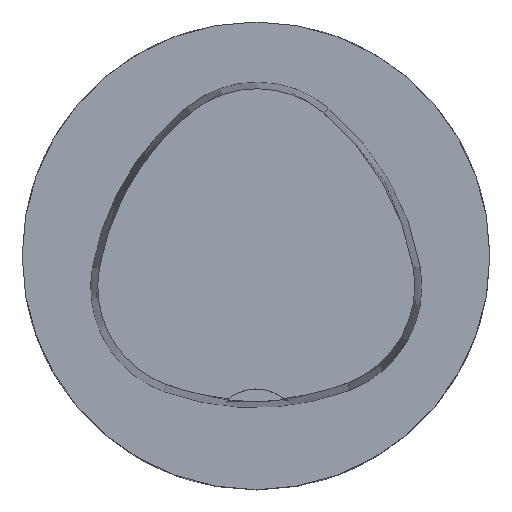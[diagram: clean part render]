
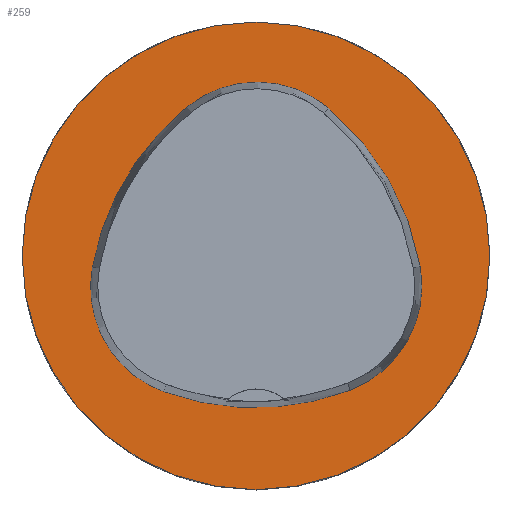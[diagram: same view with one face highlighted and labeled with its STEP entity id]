
A CAD part, top view. The second image highlights one B-rep face of the part: STEP entity #259.
In plain terms, the highlighted planar face has unit normal (0, 0, 1).
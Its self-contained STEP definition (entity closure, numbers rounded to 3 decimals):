
#259=ADVANCED_FACE('',(#529,#530),#321,.T.);
#321=PLANE('',#1531);
#529=FACE_BOUND('',#578,.T.);
#530=FACE_BOUND('',#579,.T.);
#578=EDGE_LOOP('',(#815,#816,#817,#818,#819,#820));
#579=EDGE_LOOP('',(#821));
#815=ORIENTED_EDGE('',*,*,#1252,.T.);
#816=ORIENTED_EDGE('',*,*,#1232,.T.);
#817=ORIENTED_EDGE('',*,*,#1236,.T.);
#818=ORIENTED_EDGE('',*,*,#1239,.T.);
#819=ORIENTED_EDGE('',*,*,#1242,.T.);
#820=ORIENTED_EDGE('',*,*,#1250,.T.);
#821=ORIENTED_EDGE('',*,*,#1223,.F.);
#1081=VERTEX_POINT('',#2339);
#1090=VERTEX_POINT('',#2358);
#1091=VERTEX_POINT('',#2359);
#1094=VERTEX_POINT('',#2367);
#1096=VERTEX_POINT('',#2373);
#1098=VERTEX_POINT('',#2379);
#1105=VERTEX_POINT('',#2400);
#1223=EDGE_CURVE('',#1081,#1081,#1331,.T.);
#1232=EDGE_CURVE('',#1090,#1091,#1332,.T.);
#1236=EDGE_CURVE('',#1091,#1094,#1334,.T.);
#1239=EDGE_CURVE('',#1094,#1096,#1336,.T.);
#1242=EDGE_CURVE('',#1096,#1098,#1338,.T.);
#1250=EDGE_CURVE('',#1098,#1105,#1342,.T.);
#1252=EDGE_CURVE('',#1105,#1090,#1344,.T.);
#1331=CIRCLE('',#1503,31.5);
#1332=CIRCLE('',#1509,36.);
#1334=CIRCLE('',#1512,15.);
#1336=CIRCLE('',#1515,36.);
#1338=CIRCLE('',#1518,15.);
#1342=CIRCLE('',#1523,36.);
#1344=CIRCLE('',#1526,15.);
#1503=AXIS2_PLACEMENT_3D('',#2338,#1782,#1783);
#1509=AXIS2_PLACEMENT_3D('',#2357,#1798,#1799);
#1512=AXIS2_PLACEMENT_3D('',#2366,#1806,#1807);
#1515=AXIS2_PLACEMENT_3D('',#2372,#1813,#1814);
#1518=AXIS2_PLACEMENT_3D('',#2378,#1820,#1821);
#1523=AXIS2_PLACEMENT_3D('',#2401,#1832,#1833);
#1526=AXIS2_PLACEMENT_3D('',#2404,#1838,#1839);
#1531=AXIS2_PLACEMENT_3D('',#2409,#1848,#1849);
#1782=DIRECTION('',(0.,0.,-1.));
#1783=DIRECTION('',(-1.,0.,0.));
#1798=DIRECTION('',(0.,0.,-1.));
#1799=DIRECTION('',(-1.,0.,0.));
#1806=DIRECTION('',(0.,0.,-1.));
#1807=DIRECTION('',(-1.,0.,0.));
#1813=DIRECTION('',(0.,0.,-1.));
#1814=DIRECTION('',(-1.,0.,0.));
#1820=DIRECTION('',(0.,0.,-1.));
#1821=DIRECTION('',(-1.,0.,0.));
#1832=DIRECTION('',(0.,0.,-1.));
#1833=DIRECTION('',(-1.,0.,0.));
#1838=DIRECTION('',(0.,0.,-1.));
#1839=DIRECTION('',(-1.,0.,0.));
#1848=DIRECTION('',(0.,0.,1.));
#1849=DIRECTION('',(1.,0.,0.));
#2338=CARTESIAN_POINT('',(0.,0.,
0.));
#2339=CARTESIAN_POINT('',(-31.5,0.,0.));
#2357=CARTESIAN_POINT('',(13.398,-7.893,0.));
#2358=CARTESIAN_POINT('',(-22.041,-1.562,0.));
#2359=CARTESIAN_POINT('',(-9.317,20.036,0.));
#2366=CARTESIAN_POINT('',(0.148,8.399,0.));
#2367=CARTESIAN_POINT('',(9.779,19.898,0.));
#2372=CARTESIAN_POINT('',(-13.337,-7.7,0.));
#2373=CARTESIAN_POINT('',(22.122,-1.48,0.));
#2378=CARTESIAN_POINT('',(7.347,-4.071,0.));
#2379=CARTESIAN_POINT('',(12.693,-18.087,0.));
#2400=CARTESIAN_POINT('',(-12.373,-18.307,0.));
#2401=CARTESIAN_POINT('',(-0.137,15.55,0.));
#2404=CARTESIAN_POINT('',(-7.275,-4.2,0.));
#2409=CARTESIAN_POINT('',(0.,0.,
0.));
